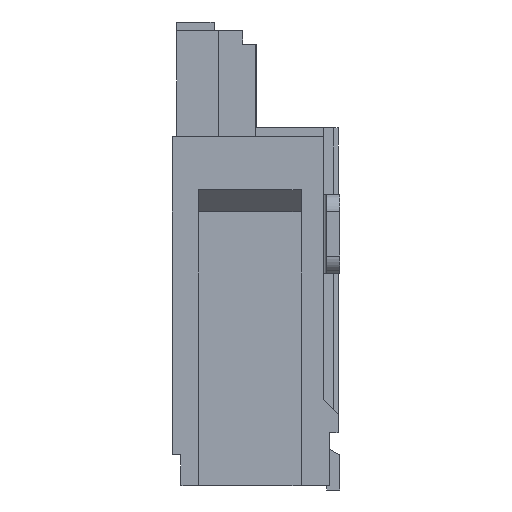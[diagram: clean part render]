
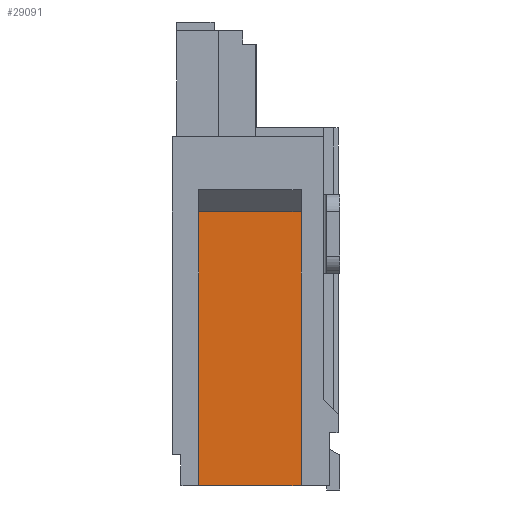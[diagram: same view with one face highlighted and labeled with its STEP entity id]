
A CAD part, left-side view. The second image highlights one B-rep face of the part: STEP entity #29091.
In plain terms, the highlighted planar face has unit normal (-1, 0, 0).
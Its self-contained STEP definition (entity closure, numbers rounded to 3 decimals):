
#10518=DIRECTION('',(0.,-1.,0.));
#10519=VECTOR('',#10518,1.16);
#10520=CARTESIAN_POINT('',(-5.85,1.58,-4.05));
#10521=LINE('',#10520,#10519);
#10542=DIRECTION('',(0.,1.,0.));
#10543=VECTOR('',#10542,1.16);
#10544=CARTESIAN_POINT('',(-5.85,0.42,-0.95));
#10545=LINE('',#10544,#10543);
#10546=DIRECTION('',(0.,0.,1.));
#10547=VECTOR('',#10546,3.1);
#10548=CARTESIAN_POINT('',(-5.85,1.58,-4.05));
#10549=LINE('',#10548,#10547);
#10558=DIRECTION('',(0.,0.,1.));
#10559=VECTOR('',#10558,3.1);
#10560=CARTESIAN_POINT('',(-5.85,0.42,-4.05));
#10561=LINE('',#10560,#10559);
#11121=CARTESIAN_POINT('',(-5.85,1.58,-4.05));
#11122=CARTESIAN_POINT('',(-5.85,0.42,-4.05));
#11123=VERTEX_POINT('',#11121);
#11124=VERTEX_POINT('',#11122);
#11191=CARTESIAN_POINT('',(-5.85,1.58,-0.95));
#11193=VERTEX_POINT('',#11191);
#11197=CARTESIAN_POINT('',(-5.85,0.42,-0.95));
#11198=VERTEX_POINT('',#11197);
#29077=CARTESIAN_POINT('',(-5.85,1.58,-4.05));
#29078=DIRECTION('',(1.,0.,0.));
#29079=DIRECTION('',(0.,-1.,0.));
#29080=AXIS2_PLACEMENT_3D('',#29077,#29078,#29079);
#29081=PLANE('',#29080);
#29083=ORIENTED_EDGE('',*,*,#29082,.F.);
#29085=ORIENTED_EDGE('',*,*,#29084,.F.);
#29086=ORIENTED_EDGE('',*,*,#29063,.F.);
#29088=ORIENTED_EDGE('',*,*,#29087,.T.);
#29089=EDGE_LOOP('',(#29083,#29085,#29086,#29088));
#29090=FACE_OUTER_BOUND('',#29089,.F.);
#29091=ADVANCED_FACE('',(#29090),#29081,.F.);
#29063=EDGE_CURVE('',#11123,#11124,#10521,.T.);
#29082=EDGE_CURVE('',#11198,#11193,#10545,.T.);
#29084=EDGE_CURVE('',#11124,#11198,#10561,.T.);
#29087=EDGE_CURVE('',#11123,#11193,#10549,.T.);
